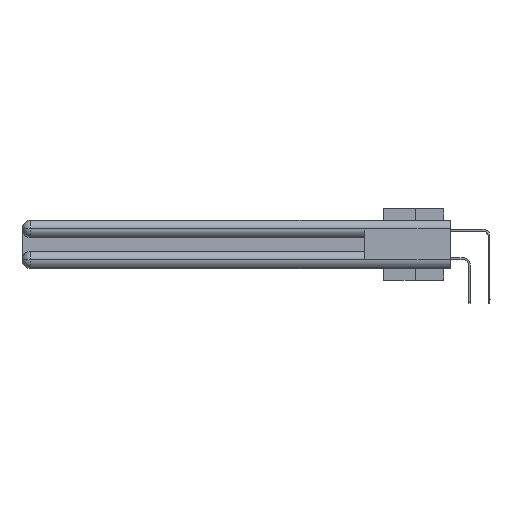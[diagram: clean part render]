
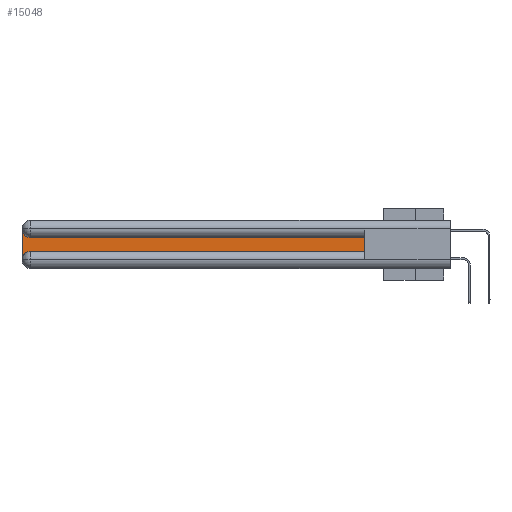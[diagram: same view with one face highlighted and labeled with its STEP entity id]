
A CAD part, left-side view. The second image highlights one B-rep face of the part: STEP entity #15048.
In plain terms, the highlighted planar face has unit normal (-1, 0, 0).
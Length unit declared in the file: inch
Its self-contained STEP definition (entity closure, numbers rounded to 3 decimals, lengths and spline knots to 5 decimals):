
#1530 = EDGE_LOOP ( 'NONE', ( #9764, #32370, #36812, #19442, #32335, #29525 ) ) ;
#1911 = LINE ( 'NONE', #34254, #25677 ) ;
#2783 = DIRECTION ( 'NONE',  ( 0., 0., -1. ) ) ;
#4800 = CARTESIAN_POINT ( 'NONE',  ( 0.075, 2.94, -0.2775 ) ) ;
#5341 = DIRECTION ( 'NONE',  ( 0., 0., -1. ) ) ;
#5828 = AXIS2_PLACEMENT_3D ( 'NONE', #23582, #23383, #5341 ) ;
#6868 = VECTOR ( 'NONE', #2783, 39.37008 ) ;
#8044 = CIRCLE ( 'NONE', #20807, 0.06 ) ;
#9764 = ORIENTED_EDGE ( 'NONE', *, *, #29768, .T. ) ;
#10754 = DIRECTION ( 'NONE',  ( 1., 0., 0. ) ) ;
#11979 = VERTEX_POINT ( 'NONE', #34718 ) ;
#13676 = VERTEX_POINT ( 'NONE', #16426 ) ;
#14733 = EDGE_CURVE ( 'NONE', #21055, #24283, #26166, .T. ) ;
#15048 = ADVANCED_FACE ( 'NONE', ( #36433 ), #25177, .F. ) ;
#15420 = VECTOR ( 'NONE', #22248, 39.37008 ) ;
#16426 = CARTESIAN_POINT ( 'NONE',  ( 0.075, 2.94, -0.2175 ) ) ;
#18058 = CARTESIAN_POINT ( 'NONE',  ( 0.075, 3., -0.0625 ) ) ;
#18441 = AXIS2_PLACEMENT_3D ( 'NONE', #21780, #10754, #33380 ) ;
#19442 = ORIENTED_EDGE ( 'NONE', *, *, #30910, .T. ) ;
#20648 = EDGE_CURVE ( 'NONE', #25593, #32260, #23796, .T. ) ;
#20807 = AXIS2_PLACEMENT_3D ( 'NONE', #4800, #32941, #27596 ) ;
#21055 = VERTEX_POINT ( 'NONE', #18058 ) ;
#21780 = CARTESIAN_POINT ( 'NONE',  ( 0.075, 3., -0.1225 ) ) ;
#21886 = CARTESIAN_POINT ( 'NONE',  ( 0.075, 0.6, -0.2175 ) ) ;
#22248 = DIRECTION ( 'NONE',  ( 0., -1., 0. ) ) ;
#23383 = DIRECTION ( 'NONE',  ( 1., 0., 0. ) ) ;
#23582 = CARTESIAN_POINT ( 'NONE',  ( 0.075, 2.94, -0.0625 ) ) ;
#23796 = LINE ( 'NONE', #21886, #34343 ) ;
#24283 = VERTEX_POINT ( 'NONE', #37313 ) ;
#25113 = DIRECTION ( 'NONE',  ( 0., 1., 0. ) ) ;
#25177 = PLANE ( 'NONE',  #18441 ) ;
#25284 = CARTESIAN_POINT ( 'NONE',  ( 0.075, 0.6, -0.2175 ) ) ;
#25593 = VERTEX_POINT ( 'NONE', #31604 ) ;
#25677 = VECTOR ( 'NONE', #25113, 39.37008 ) ;
#26166 = LINE ( 'NONE', #34554, #6868 ) ;
#27387 = EDGE_CURVE ( 'NONE', #11979, #21055, #27689, .T. ) ;
#27596 = DIRECTION ( 'NONE',  ( 0., 0., -1. ) ) ;
#27689 = CIRCLE ( 'NONE', #5828, 0.06 ) ;
#28327 = LINE ( 'NONE', #25284, #15420 ) ;
#29525 = ORIENTED_EDGE ( 'NONE', *, *, #20648, .T. ) ;
#29768 = EDGE_CURVE ( 'NONE', #32260, #11979, #1911, .T. ) ;
#30910 = EDGE_CURVE ( 'NONE', #24283, #13676, #8044, .T. ) ;
#31604 = CARTESIAN_POINT ( 'NONE',  ( 0.075, 0.6, -0.2175 ) ) ;
#32260 = VERTEX_POINT ( 'NONE', #33097 ) ;
#32335 = ORIENTED_EDGE ( 'NONE', *, *, #32358, .T. ) ;
#32358 = EDGE_CURVE ( 'NONE', #13676, #25593, #28327, .T. ) ;
#32370 = ORIENTED_EDGE ( 'NONE', *, *, #27387, .T. ) ;
#32941 = DIRECTION ( 'NONE',  ( 1., 0., 0. ) ) ;
#33097 = CARTESIAN_POINT ( 'NONE',  ( 0.075, 0.6, -0.1225 ) ) ;
#33380 = DIRECTION ( 'NONE',  ( 0., 0., -1. ) ) ;
#34053 = DIRECTION ( 'NONE',  ( 0., 0., 1. ) ) ;
#34254 = CARTESIAN_POINT ( 'NONE',  ( 0.075, 0.6, -0.1225 ) ) ;
#34343 = VECTOR ( 'NONE', #34053, 39.37008 ) ;
#34554 = CARTESIAN_POINT ( 'NONE',  ( 0.075, 3., -0.2175 ) ) ;
#34718 = CARTESIAN_POINT ( 'NONE',  ( 0.075, 2.94, -0.1225 ) ) ;
#36433 = FACE_OUTER_BOUND ( 'NONE', #1530, .T. ) ;
#36812 = ORIENTED_EDGE ( 'NONE', *, *, #14733, .T. ) ;
#37313 = CARTESIAN_POINT ( 'NONE',  ( 0.075, 3., -0.2775 ) ) ;
